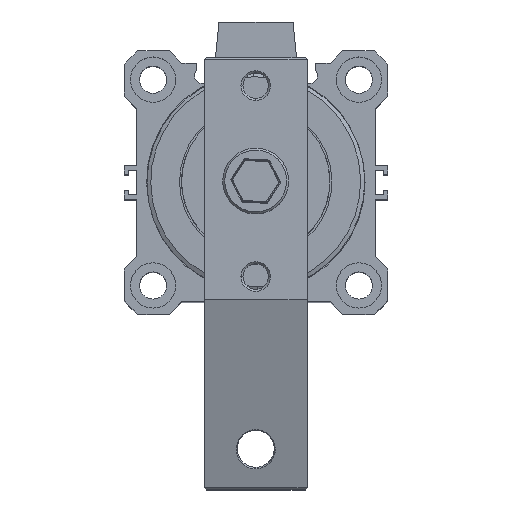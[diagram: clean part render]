
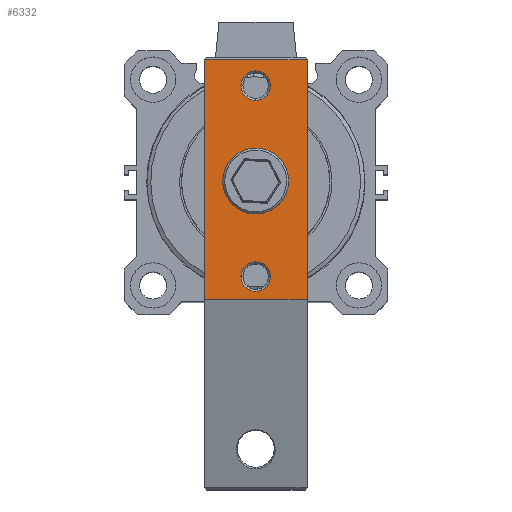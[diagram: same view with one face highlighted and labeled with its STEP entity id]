
A CAD part, top view. The second image highlights one B-rep face of the part: STEP entity #6332.
In plain terms, the highlighted face is planar.
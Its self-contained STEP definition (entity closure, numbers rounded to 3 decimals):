
#387 = EDGE_CURVE ( 'NONE', #5113, #3175, #8730, .T. ) ;
#442 = AXIS2_PLACEMENT_3D ( 'NONE', #1050, #7442, #1969 ) ;
#550 = DIRECTION ( 'NONE',  ( -1., 0., 0. ) ) ;
#566 = DIRECTION ( 'NONE',  ( 1., 0., 0. ) ) ;
#581 = DIRECTION ( 'NONE',  ( 0., 0., -1. ) ) ;
#835 = CARTESIAN_POINT ( 'NONE',  ( -14598.97, 1861.722, 12.5 ) ) ;
#1050 = CARTESIAN_POINT ( 'NONE',  ( -14622.17, 1861.722, 12.5 ) ) ;
#1201 = VERTEX_POINT ( 'NONE', #9521 ) ;
#1466 = CARTESIAN_POINT ( 'NONE',  ( -14627.805, 1861.722, 25. ) ) ;
#1491 = CARTESIAN_POINT ( 'NONE',  ( -14598.97, 1861.722, 5.75 ) ) ;
#1630 = CARTESIAN_POINT ( 'NONE',  ( -14622.17, 1861.722, 8.9 ) ) ;
#1667 = EDGE_CURVE ( 'NONE', #3175, #5113, #3714, .T. ) ;
#1731 = DIRECTION ( 'NONE',  ( 0., 1., 0. ) ) ;
#1756 = DIRECTION ( 'NONE',  ( 0., 0., 1. ) ) ;
#1790 = ORIENTED_EDGE ( 'NONE', *, *, #6753, .F. ) ;
#1912 = ORIENTED_EDGE ( 'NONE', *, *, #10766, .F. ) ;
#1969 = DIRECTION ( 'NONE',  ( 0., 0., 1. ) ) ;
#2002 = VECTOR ( 'NONE', #566, 1000. ) ;
#2030 = CARTESIAN_POINT ( 'NONE',  ( -14572.17, 1861.722, 12.5 ) ) ;
#2150 = VECTOR ( 'NONE', #550, 1000. ) ;
#2296 = LINE ( 'NONE', #9678, #2002 ) ;
#2479 = FACE_BOUND ( 'NONE', #11657, .T. ) ;
#2596 = ORIENTED_EDGE ( 'NONE', *, *, #387, .F. ) ;
#2672 = PLANE ( 'NONE',  #8836 ) ;
#2716 = LINE ( 'NONE', #6952, #2150 ) ;
#2795 = ORIENTED_EDGE ( 'NONE', *, *, #4422, .F. ) ;
#2808 = CARTESIAN_POINT ( 'NONE',  ( -14575.77, 1861.722, 12.5 ) ) ;
#2898 = VERTEX_POINT ( 'NONE', #4375 ) ;
#2909 = CIRCLE ( 'NONE', #6330, 6.75 ) ;
#3175 = VERTEX_POINT ( 'NONE', #6990 ) ;
#3372 = AXIS2_PLACEMENT_3D ( 'NONE', #2808, #9173, #3731 ) ;
#3714 = CIRCLE ( 'NONE', #3372, 3.6 ) ;
#3731 = DIRECTION ( 'NONE',  ( -1., 0., 0. ) ) ;
#3822 = DIRECTION ( 'NONE',  ( 0., 1., 0. ) ) ;
#4115 = ORIENTED_EDGE ( 'NONE', *, *, #6750, .F. ) ;
#4219 = CARTESIAN_POINT ( 'NONE',  ( -14569.47, 1861.722, 25. ) ) ;
#4356 = VERTEX_POINT ( 'NONE', #5042 ) ;
#4375 = CARTESIAN_POINT ( 'NONE',  ( -14622.17, 1861.722, 16.1 ) ) ;
#4422 = EDGE_CURVE ( 'NONE', #1201, #5885, #9971, .T. ) ;
#4532 = DIRECTION ( 'NONE',  ( 0., 0., -1. ) ) ;
#4615 = VERTEX_POINT ( 'NONE', #5028 ) ;
#4686 = EDGE_CURVE ( 'NONE', #5885, #9591, #2296, .T. ) ;
#4788 = EDGE_CURVE ( 'NONE', #10853, #2898, #11097, .T. ) ;
#4852 = ORIENTED_EDGE ( 'NONE', *, *, #1667, .F. ) ;
#4944 = FACE_BOUND ( 'NONE', #11247, .T. ) ;
#5028 = CARTESIAN_POINT ( 'NONE',  ( -14598.97, 1861.722, 19.25 ) ) ;
#5042 = CARTESIAN_POINT ( 'NONE',  ( -14569.47, 1861.722, 25. ) ) ;
#5113 = VERTEX_POINT ( 'NONE', #2030 ) ;
#5298 = AXIS2_PLACEMENT_3D ( 'NONE', #7212, #1731, #8102 ) ;
#5300 = DIRECTION ( 'NONE',  ( 0., 1., 0. ) ) ;
#5366 = ORIENTED_EDGE ( 'NONE', *, *, #8442, .F. ) ;
#5558 = AXIS2_PLACEMENT_3D ( 'NONE', #10695, #5300, #11621 ) ;
#5597 = CARTESIAN_POINT ( 'NONE',  ( -14569.47, 1861.722, 0. ) ) ;
#5885 = VERTEX_POINT ( 'NONE', #8475 ) ;
#6330 = AXIS2_PLACEMENT_3D ( 'NONE', #835, #7233, #1756 ) ;
#6332 = ADVANCED_FACE ( 'NONE', ( #10011, #4944, #9745, #2479 ), #2672, .F. ) ;
#6750 = EDGE_CURVE ( 'NONE', #2898, #10853, #11145, .T. ) ;
#6753 = EDGE_CURVE ( 'NONE', #4615, #10522, #8757, .T. ) ;
#6952 = CARTESIAN_POINT ( 'NONE',  ( -14568.97, 1861.722, 25. ) ) ;
#6990 = CARTESIAN_POINT ( 'NONE',  ( -14579.37, 1861.722, 12.5 ) ) ;
#7206 = EDGE_LOOP ( 'NONE', ( #1790, #10644 ) ) ;
#7212 = CARTESIAN_POINT ( 'NONE',  ( -14575.77, 1861.722, 12.5 ) ) ;
#7233 = DIRECTION ( 'NONE',  ( 0., 1., 0. ) ) ;
#7442 = DIRECTION ( 'NONE',  ( 0., 1., 0. ) ) ;
#7871 = ORIENTED_EDGE ( 'NONE', *, *, #4686, .F. ) ;
#8102 = DIRECTION ( 'NONE',  ( -1., 0., 0. ) ) ;
#8442 = EDGE_CURVE ( 'NONE', #9591, #4356, #11030, .T. ) ;
#8475 = CARTESIAN_POINT ( 'NONE',  ( -14627.805, 1861.722, 0. ) ) ;
#8608 = EDGE_LOOP ( 'NONE', ( #2795, #1912, #5366, #7871 ) ) ;
#8730 = CIRCLE ( 'NONE', #5298, 3.6 ) ;
#8757 = CIRCLE ( 'NONE', #11028, 6.75 ) ;
#8836 = AXIS2_PLACEMENT_3D ( 'NONE', #9049, #9944, #4532 ) ;
#8997 = EDGE_CURVE ( 'NONE', #10522, #4615, #2909, .T. ) ;
#9049 = CARTESIAN_POINT ( 'NONE',  ( -14568.97, 1861.722, 25. ) ) ;
#9173 = DIRECTION ( 'NONE',  ( 0., 1., 0. ) ) ;
#9255 = CARTESIAN_POINT ( 'NONE',  ( -14598.97, 1861.722, 12.5 ) ) ;
#9521 = CARTESIAN_POINT ( 'NONE',  ( -14627.805, 1861.722, 25. ) ) ;
#9591 = VERTEX_POINT ( 'NONE', #5597 ) ;
#9678 = CARTESIAN_POINT ( 'NONE',  ( -14568.97, 1861.722, 0. ) ) ;
#9700 = VECTOR ( 'NONE', #581, 1000. ) ;
#9745 = FACE_BOUND ( 'NONE', #7206, .T. ) ;
#9944 = DIRECTION ( 'NONE',  ( 0., -1., 0. ) ) ;
#9971 = LINE ( 'NONE', #1466, #9700 ) ;
#10011 = FACE_OUTER_BOUND ( 'NONE', #8608, .T. ) ;
#10156 = DIRECTION ( 'NONE',  ( 0., 0., 1. ) ) ;
#10522 = VERTEX_POINT ( 'NONE', #1491 ) ;
#10534 = DIRECTION ( 'NONE',  ( 0., 0., 1. ) ) ;
#10644 = ORIENTED_EDGE ( 'NONE', *, *, #8997, .F. ) ;
#10695 = CARTESIAN_POINT ( 'NONE',  ( -14622.17, 1861.722, 12.5 ) ) ;
#10746 = VECTOR ( 'NONE', #10534, 1000. ) ;
#10766 = EDGE_CURVE ( 'NONE', #4356, #1201, #2716, .T. ) ;
#10853 = VERTEX_POINT ( 'NONE', #1630 ) ;
#11028 = AXIS2_PLACEMENT_3D ( 'NONE', #9255, #3822, #10156 ) ;
#11030 = LINE ( 'NONE', #4219, #10746 ) ;
#11097 = CIRCLE ( 'NONE', #5558, 3.6 ) ;
#11145 = CIRCLE ( 'NONE', #442, 3.6 ) ;
#11238 = ORIENTED_EDGE ( 'NONE', *, *, #4788, .F. ) ;
#11247 = EDGE_LOOP ( 'NONE', ( #4115, #11238 ) ) ;
#11621 = DIRECTION ( 'NONE',  ( 0., 0., 1. ) ) ;
#11657 = EDGE_LOOP ( 'NONE', ( #4852, #2596 ) ) ;
